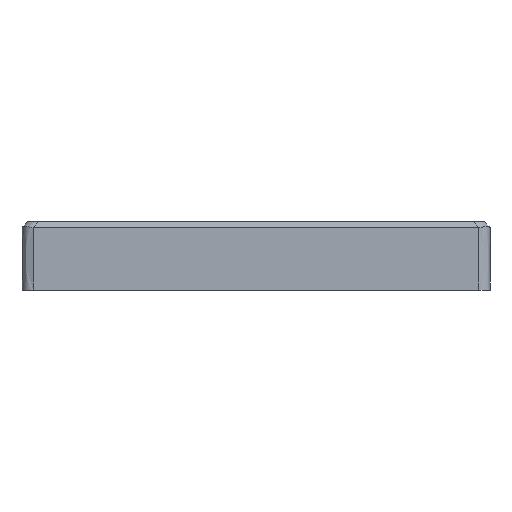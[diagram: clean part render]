
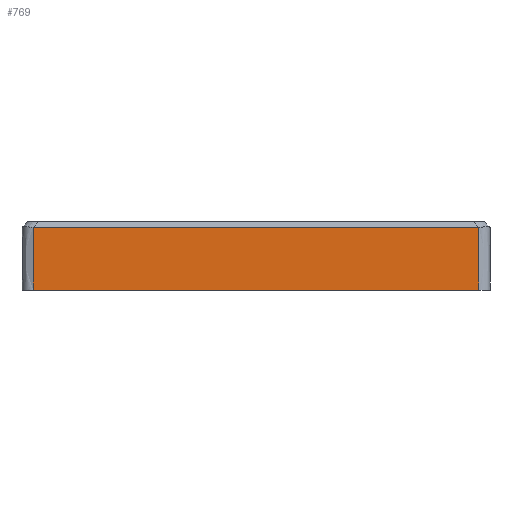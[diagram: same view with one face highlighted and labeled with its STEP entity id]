
A CAD part, front view. The second image highlights one B-rep face of the part: STEP entity #769.
In plain terms, the highlighted planar face has unit normal (0, -1, 0).
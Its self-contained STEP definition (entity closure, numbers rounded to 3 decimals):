
#24=LINE('',#1099,#60);
#33=LINE('',#1306,#69);
#60=VECTOR('',#864,10.);
#69=VECTOR('',#875,10.);
#95=PLANE('',#829);
#125=FACE_OUTER_BOUND('',#177,.T.);
#177=EDGE_LOOP('',(#549,#550,#551,#552));
#241=B_SPLINE_CURVE_WITH_KNOTS('',3,(#1251,#1252,#1253,#1254),
 .UNSPECIFIED.,.F.,.F.,(4,4),(0.,1.2),
 .UNSPECIFIED.);
#246=B_SPLINE_CURVE_WITH_KNOTS('',3,(#1314,#1315,#1316,#1317),
 .UNSPECIFIED.,.F.,.F.,(4,4),(-1.2,0.),
 .UNSPECIFIED.);
#317=VERTEX_POINT('',#1084);
#318=VERTEX_POINT('',#1098);
#335=VERTEX_POINT('',#1250);
#337=VERTEX_POINT('',#1305);
#393=EDGE_CURVE('',#317,#318,#24,.T.);
#411=EDGE_CURVE('',#318,#335,#241,.T.);
#415=EDGE_CURVE('',#335,#337,#33,.T.);
#418=EDGE_CURVE('',#337,#317,#246,.T.);
#549=ORIENTED_EDGE('',*,*,#411,.F.);
#550=ORIENTED_EDGE('',*,*,#393,.F.);
#551=ORIENTED_EDGE('',*,*,#418,.F.);
#552=ORIENTED_EDGE('',*,*,#415,.F.);
#769=ADVANCED_FACE('',(#125),#95,.T.);
#829=AXIS2_PLACEMENT_3D('',#1313,#877,#878);
#864=DIRECTION('',(-1.,0.,0.));
#875=DIRECTION('',(1.,0.,0.));
#877=DIRECTION('center_axis',(0.,-1.,0.));
#878=DIRECTION('ref_axis',(1.,0.,0.));
#1084=CARTESIAN_POINT('',(90.079,3.05,2.));
#1098=CARTESIAN_POINT('',(5.171,3.05,2.));
#1099=CARTESIAN_POINT('',(89.2,3.05,2.));
#1250=CARTESIAN_POINT('',(5.171,3.05,14.));
#1251=CARTESIAN_POINT('Ctrl Pts',(5.171,3.05,2.));
#1252=CARTESIAN_POINT('Ctrl Pts',(5.171,3.05,6.));
#1253=CARTESIAN_POINT('Ctrl Pts',(5.171,3.05,10.));
#1254=CARTESIAN_POINT('Ctrl Pts',(5.171,3.05,14.));
#1305=CARTESIAN_POINT('',(90.079,3.05,14.));
#1306=CARTESIAN_POINT('',(26.838,3.05,14.));
#1313=CARTESIAN_POINT('Origin',(6.05,3.05,10.));
#1314=CARTESIAN_POINT('Ctrl Pts',(90.079,3.05,14.));
#1315=CARTESIAN_POINT('Ctrl Pts',(90.079,3.05,10.));
#1316=CARTESIAN_POINT('Ctrl Pts',(90.079,3.05,6.));
#1317=CARTESIAN_POINT('Ctrl Pts',(90.079,3.05,2.));
